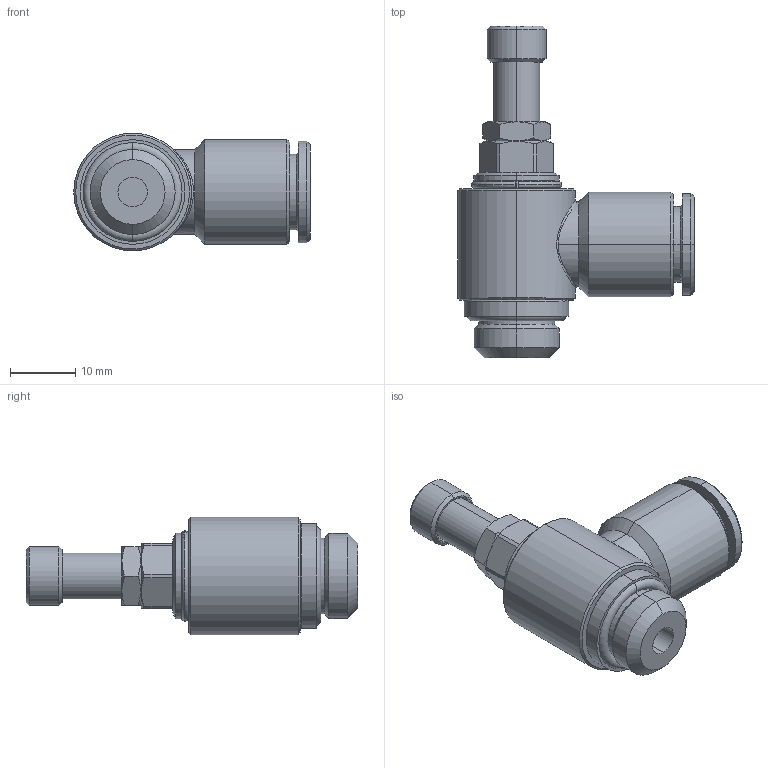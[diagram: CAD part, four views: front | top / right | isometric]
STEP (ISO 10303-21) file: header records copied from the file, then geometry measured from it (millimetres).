
FILE_DESCRIPTION (( 'STEP AP203' ), '1' );
FILE_NAME ('04260B52.STEP', '2010-05-03T13:59:49', ( 'Flavio' ), ( '' ), 'SwSTEP 2.0', 'SolidWorks 2009', '' );
FILE_SCHEMA (( 'CONFIG_CONTROL_DESIGN' ));
Length unit declared in the file: millimetre
Products named in the file (1): 04260B52
Bounding box: 36.15 x 50.75 x 18 mm (x, y, z)
Volume: 9104.1 mm3; surface area: 4684.1 mm2
Topology: 2 solids, 4 shells, 122 faces, 253 edges, 154 vertices
Faces by surface type: cylinder 43, plane 39, cone 34, torus 4, bspline 2
Entity records: 4535 total; most frequent: CARTESIAN_POINT 1846, DIRECTION 581, ORIENTED_EDGE 506, EDGE_CURVE 253, AXIS2_PLACEMENT_3D 244, VERTEX_POINT 154, EDGE_LOOP 137, CIRCLE 123
